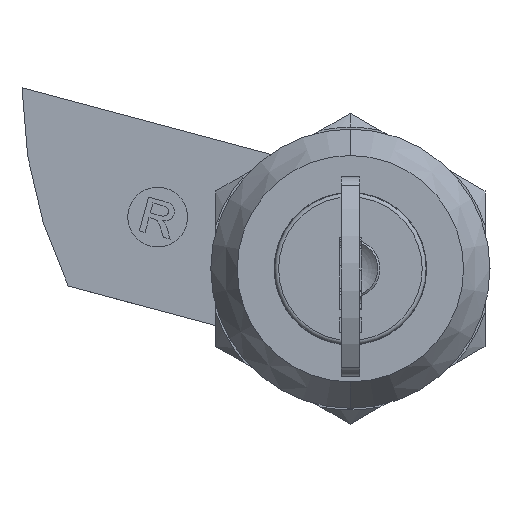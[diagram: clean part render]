
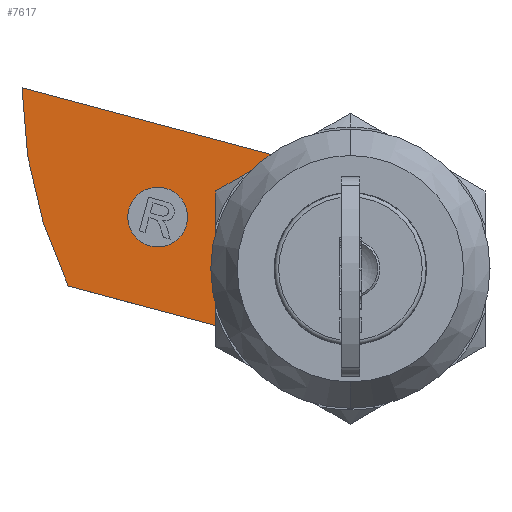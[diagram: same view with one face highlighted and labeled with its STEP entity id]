
A CAD part, front view. The second image highlights one B-rep face of the part: STEP entity #7617.
In plain terms, the highlighted planar face has unit normal (0, -1, 0).
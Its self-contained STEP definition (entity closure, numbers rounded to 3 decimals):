
#1260 = CARTESIAN_POINT ( 'NONE',  ( -129.278, 51.952, 43.522 ) ) ;
#1393 = DIRECTION ( 'NONE',  ( -0.966, 0., 0.259 ) ) ;
#1424 = EDGE_LOOP ( 'NONE', ( #28207, #29165 ) ) ;
#2078 = EDGE_CURVE ( 'NONE', #8957, #21524, #18568, .T. ) ;
#2428 = VERTEX_POINT ( 'NONE', #18280 ) ;
#2707 = DIRECTION ( 'NONE',  ( -0.966, 0., 0.259 ) ) ;
#2814 = VECTOR ( 'NONE', #19721, 1000. ) ;
#2974 = CARTESIAN_POINT ( 'NONE',  ( -162.205, 51.952, 61.662 ) ) ;
#3057 = EDGE_CURVE ( 'NONE', #21524, #8957, #15872, .T. ) ;
#3721 = CIRCLE ( 'NONE', #21920, 46.704 ) ;
#3761 = FACE_OUTER_BOUND ( 'NONE', #24051, .T. ) ;
#3802 = FACE_BOUND ( 'NONE', #1424, .T. ) ;
#4100 = CARTESIAN_POINT ( 'NONE',  ( -157.562, 51.952, 41.783 ) ) ;
#4756 = DIRECTION ( 'NONE',  ( 0.966, 0., -0.259 ) ) ;
#4984 = DIRECTION ( 'NONE',  ( 0., -1., 0. ) ) ;
#6037 = CARTESIAN_POINT ( 'NONE',  ( -145.699, 51.952, 47.922 ) ) ;
#7523 = CARTESIAN_POINT ( 'NONE',  ( -134.546, 51.952, 35.616 ) ) ;
#7552 = DIRECTION ( 'NONE',  ( 0.966, 0., -0.259 ) ) ;
#7590 = DIRECTION ( 'NONE',  ( 0., -1., 0. ) ) ;
#7600 = CARTESIAN_POINT ( 'NONE',  ( -148.597, 51.952, 48.698 ) ) ;
#7617 = ADVANCED_FACE ( 'NONE', ( #3802, #3761 ), #11571, .F. ) ;
#7713 = AXIS2_PLACEMENT_3D ( 'NONE', #36804, #36244, #36134 ) ;
#7720 = EDGE_CURVE ( 'NONE', #38942, #27096, #3721, .T. ) ;
#8804 = AXIS2_PLACEMENT_3D ( 'NONE', #25198, #4984, #28571 ) ;
#8957 = VERTEX_POINT ( 'NONE', #6037 ) ;
#9405 = AXIS2_PLACEMENT_3D ( 'NONE', #7600, #7590, #7552 ) ;
#11571 = PLANE ( 'NONE',  #17386 ) ;
#11885 = LINE ( 'NONE', #39782, #2814 ) ;
#15872 = CIRCLE ( 'NONE', #7713, 3. ) ;
#16066 = CARTESIAN_POINT ( 'NONE',  ( -134.546, 51.952, 35.616 ) ) ;
#16117 = VECTOR ( 'NONE', #2707, 1000. ) ;
#16705 = EDGE_CURVE ( 'NONE', #33978, #38942, #41833, .T. ) ;
#17386 = AXIS2_PLACEMENT_3D ( 'NONE', #38392, #21703, #1393 ) ;
#17949 = CARTESIAN_POINT ( 'NONE',  ( -115.503, 51.952, 62.089 ) ) ;
#18001 = EDGE_CURVE ( 'NONE', #2428, #33978, #28378, .T. ) ;
#18280 = CARTESIAN_POINT ( 'NONE',  ( -138.455, 51.952, 45.981 ) ) ;
#18479 = CARTESIAN_POINT ( 'NONE',  ( -151.495, 51.952, 49.475 ) ) ;
#18568 = CIRCLE ( 'NONE', #9405, 3. ) ;
#19721 = DIRECTION ( 'NONE',  ( -0.966, 0., 0.259 ) ) ;
#20002 = CARTESIAN_POINT ( 'NONE',  ( -129.887, 51.952, 53.002 ) ) ;
#20297 = CIRCLE ( 'NONE', #21416, 9.5 ) ;
#21348 = DIRECTION ( 'NONE',  ( -0.966, 0., 0.259 ) ) ;
#21416 = AXIS2_PLACEMENT_3D ( 'NONE', #1260, #24971, #4756 ) ;
#21524 = VERTEX_POINT ( 'NONE', #18479 ) ;
#21703 = DIRECTION ( 'NONE',  ( 0., 1., 0. ) ) ;
#21920 = AXIS2_PLACEMENT_3D ( 'NONE', #17949, #41407, #21348 ) ;
#22130 = VERTEX_POINT ( 'NONE', #20002 ) ;
#24051 = EDGE_LOOP ( 'NONE', ( #32264, #35299, #36473, #36943, #38503 ) ) ;
#24971 = DIRECTION ( 'NONE',  ( 0., -1., 0. ) ) ;
#25198 = CARTESIAN_POINT ( 'NONE',  ( -129.278, 51.952, 43.522 ) ) ;
#27096 = VERTEX_POINT ( 'NONE', #2974 ) ;
#28207 = ORIENTED_EDGE ( 'NONE', *, *, #2078, .F. ) ;
#28378 = CIRCLE ( 'NONE', #8804, 9.5 ) ;
#28571 = DIRECTION ( 'NONE',  ( 0.966, 0., -0.259 ) ) ;
#28967 = EDGE_CURVE ( 'NONE', #22130, #27096, #11885, .T. ) ;
#29165 = ORIENTED_EDGE ( 'NONE', *, *, #3057, .F. ) ;
#29663 = EDGE_CURVE ( 'NONE', #22130, #2428, #20297, .T. ) ;
#32264 = ORIENTED_EDGE ( 'NONE', *, *, #29663, .F. ) ;
#33978 = VERTEX_POINT ( 'NONE', #7523 ) ;
#35299 = ORIENTED_EDGE ( 'NONE', *, *, #28967, .T. ) ;
#36134 = DIRECTION ( 'NONE',  ( 0.966, 0., -0.259 ) ) ;
#36244 = DIRECTION ( 'NONE',  ( 0., -1., 0. ) ) ;
#36473 = ORIENTED_EDGE ( 'NONE', *, *, #7720, .F. ) ;
#36804 = CARTESIAN_POINT ( 'NONE',  ( -148.597, 51.952, 48.698 ) ) ;
#36943 = ORIENTED_EDGE ( 'NONE', *, *, #16705, .F. ) ;
#38392 = CARTESIAN_POINT ( 'NONE',  ( -129.278, 51.952, 43.522 ) ) ;
#38503 = ORIENTED_EDGE ( 'NONE', *, *, #18001, .F. ) ;
#38942 = VERTEX_POINT ( 'NONE', #4100 ) ;
#39782 = CARTESIAN_POINT ( 'NONE',  ( -129.887, 51.952, 53.002 ) ) ;
#41407 = DIRECTION ( 'NONE',  ( 0., 1., 0. ) ) ;
#41833 = LINE ( 'NONE', #16066, #16117 ) ;
